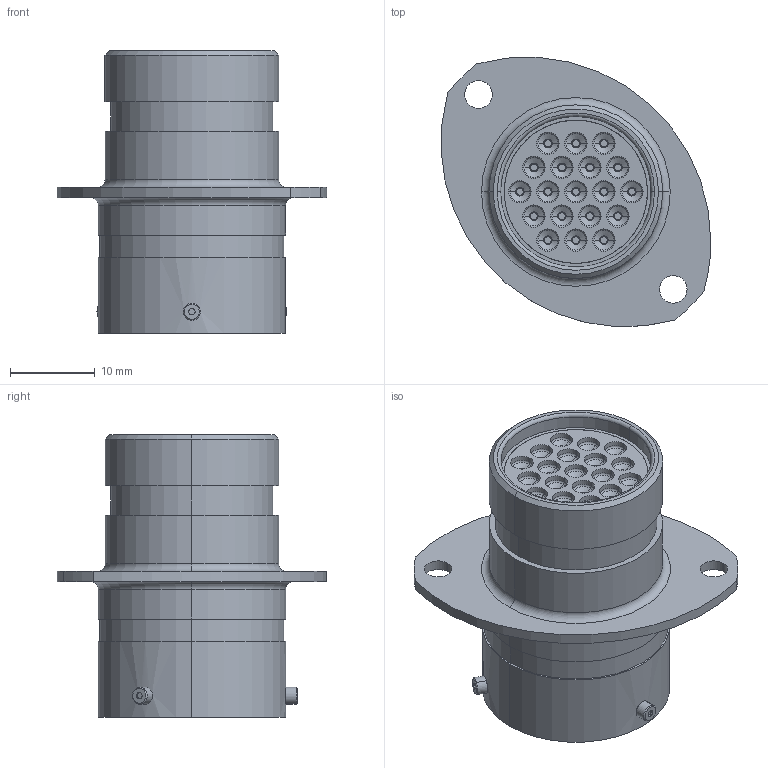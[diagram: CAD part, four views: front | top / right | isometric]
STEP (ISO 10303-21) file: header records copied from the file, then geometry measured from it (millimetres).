
FILE_DESCRIPTION (( 'STEP AP214' ), '1' );
FILE_NAME ('AS014-19PA.STEP', '2018-11-30T08:56:32', ( 'TE Connectivity' ), ( 'TE Connectivity' ), 'SwSTEP 2.0', 'SolidWorks 2016', '' );
FILE_SCHEMA (( 'AUTOMOTIVE_DESIGN' ));
Length unit declared in the file: inch
Products named in the file (1): AS014-19PA
Bounding box: 31.8 x 31.76 x 33.31 mm (x, y, z)
Volume: 7487 mm3; surface area: 9270.5 mm2
Topology: 28 solids, 28 shells, 949 faces, 2002 edges, 1176 vertices
Faces by surface type: torus 364, cylinder 290, plane 145, cone 134, sphere 16
Entity records: 38654 total; most frequent: DIRECTION 5339, CARTESIAN_POINT 4425, ORIENTED_EDGE 3972, AXIS2_PLACEMENT_3D 2445, EDGE_CURVE 1986, CIRCLE 1497, VERTEX_POINT 1170, EDGE_LOOP 1114
